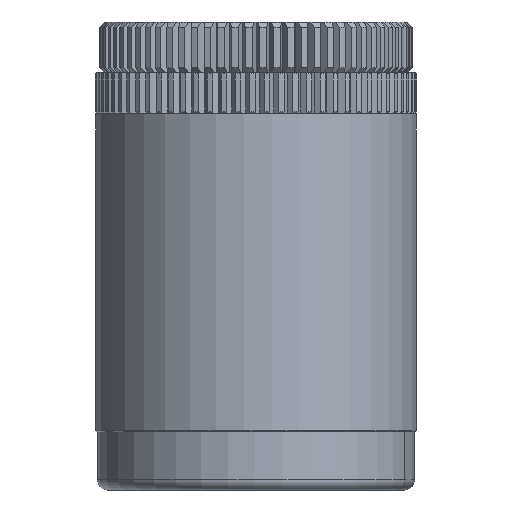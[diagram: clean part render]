
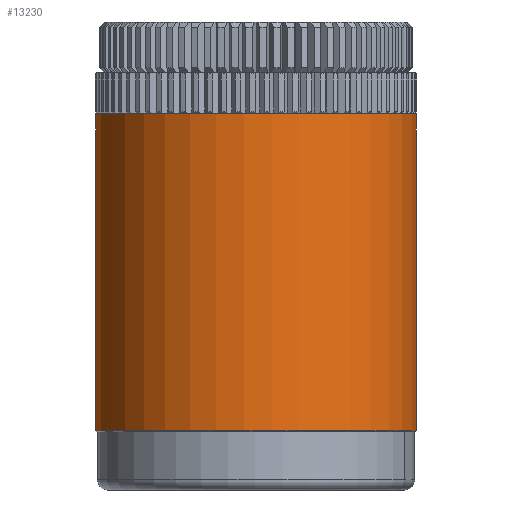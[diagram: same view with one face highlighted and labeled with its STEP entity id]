
A CAD part, front view. The second image highlights one B-rep face of the part: STEP entity #13230.
In plain terms, the highlighted cylindrical face has radius 16.129 mm (diameter 32.258 mm), a partial arc.
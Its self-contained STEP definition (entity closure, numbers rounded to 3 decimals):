
#357 = VECTOR ( 'NONE', #20631, 1000. ) ;
#1531 = VERTEX_POINT ( 'NONE', #24257 ) ;
#1847 = EDGE_CURVE ( 'NONE', #16153, #1531, #5311, .T. ) ;
#2224 = EDGE_CURVE ( 'NONE', #1531, #20902, #15640, .T. ) ;
#2572 = CARTESIAN_POINT ( 'NONE',  ( 0., 0., 19.896 ) ) ;
#2722 = AXIS2_PLACEMENT_3D ( 'NONE', #2572, #25390, #23409 ) ;
#2920 = LINE ( 'NONE', #18751, #357 ) ;
#3683 = DIRECTION ( 'NONE',  ( 0., 0., 1. ) ) ;
#5303 = CARTESIAN_POINT ( 'NONE',  ( 16.082, -1.233, 19.896 ) ) ;
#5311 = CIRCLE ( 'NONE', #16498, 16.129 ) ;
#5466 = EDGE_CURVE ( 'NONE', #6079, #20902, #22962, .T. ) ;
#6079 = VERTEX_POINT ( 'NONE', #13079 ) ;
#6514 = CARTESIAN_POINT ( 'NONE',  ( 16.082, -1.233, -9.234 ) ) ;
#8224 = AXIS2_PLACEMENT_3D ( 'NONE', #11150, #25826, #25910 ) ;
#8649 = FACE_OUTER_BOUND ( 'NONE', #18831, .T. ) ;
#9290 = ORIENTED_EDGE ( 'NONE', *, *, #5466, .F. ) ;
#10177 = DIRECTION ( 'NONE',  ( 0.997, -0.076, 0. ) ) ;
#11150 = CARTESIAN_POINT ( 'NONE',  ( 0., 0., -9.234 ) ) ;
#11443 = DIRECTION ( 'NONE',  ( 0., 0., 1. ) ) ;
#11871 = EDGE_CURVE ( 'NONE', #16153, #6079, #2920, .T. ) ;
#13079 = CARTESIAN_POINT ( 'NONE',  ( -16.082, 1.233, -9.234 ) ) ;
#13216 = CYLINDRICAL_SURFACE ( 'NONE', #2722, 16.129 ) ;
#13230 = ADVANCED_FACE ( 'NONE', ( #8649 ), #13216, .T. ) ;
#13532 = ORIENTED_EDGE ( 'NONE', *, *, #2224, .T. ) ;
#14282 = CARTESIAN_POINT ( 'NONE',  ( 0., 0., -41.064 ) ) ;
#15640 = LINE ( 'NONE', #5303, #23754 ) ;
#16153 = VERTEX_POINT ( 'NONE', #24238 ) ;
#16498 = AXIS2_PLACEMENT_3D ( 'NONE', #14282, #3683, #10177 ) ;
#18751 = CARTESIAN_POINT ( 'NONE',  ( -16.082, 1.233, 19.896 ) ) ;
#18831 = EDGE_LOOP ( 'NONE', ( #22295, #24020, #13532, #9290 ) ) ;
#20631 = DIRECTION ( 'NONE',  ( 0., 0., 1. ) ) ;
#20902 = VERTEX_POINT ( 'NONE', #6514 ) ;
#22295 = ORIENTED_EDGE ( 'NONE', *, *, #11871, .F. ) ;
#22962 = CIRCLE ( 'NONE', #8224, 16.129 ) ;
#23409 = DIRECTION ( 'NONE',  ( 0.997, -0.076, 0. ) ) ;
#23754 = VECTOR ( 'NONE', #11443, 1000. ) ;
#24020 = ORIENTED_EDGE ( 'NONE', *, *, #1847, .T. ) ;
#24238 = CARTESIAN_POINT ( 'NONE',  ( -16.082, 1.233, -41.064 ) ) ;
#24257 = CARTESIAN_POINT ( 'NONE',  ( 16.082, -1.233, -41.064 ) ) ;
#25390 = DIRECTION ( 'NONE',  ( 0., 0., 1. ) ) ;
#25826 = DIRECTION ( 'NONE',  ( 0., 0., 1. ) ) ;
#25910 = DIRECTION ( 'NONE',  ( 0.997, -0.076, 0. ) ) ;
